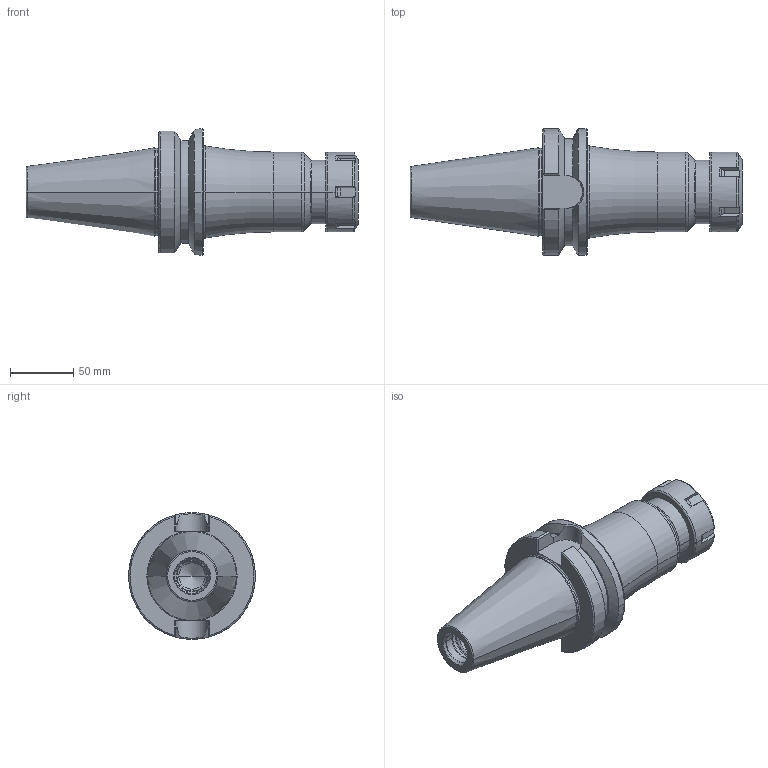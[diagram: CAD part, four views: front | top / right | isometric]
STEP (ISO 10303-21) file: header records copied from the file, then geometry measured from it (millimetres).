
FILE_DESCRIPTION((''),'2;1');
FILE_NAME('50-522-40_ASM','2011-09-06T',('mei'),(''),'PRO/ENGINEER BY PARAMETRIC TECHNOLOGY CORPORATION, 2010430','PRO/ENGINEER BY PARAMETRIC TECHNOLOGY CORPORATION, 2010430','');
FILE_SCHEMA(('CONFIG_CONTROL_DESIGN'));
Length unit declared in the file: millimetre
Products named in the file (3): 50-522-40; 83-912-40; 50-522-40_ASM
Assembly tree (2 placements, depth 2):
  50-522-40_ASM
    50-522-40
    83-912-40
Bounding box: 261.8 x 99.97 x 99.97 mm (x, y, z)
Volume: 831596.9 mm3; surface area: 85328.2 mm2
Topology: 2 solids, 3 shells, 150 faces, 376 edges, 231 vertices
Faces by surface type: plane 54, torus 36, cylinder 32, cone 22, bspline 6
Entity records: 5095 total; most frequent: CARTESIAN_POINT 1525, ORIENTED_EDGE 740, DIRECTION 726, EDGE_CURVE 372, AXIS2_PLACEMENT_3D 293, VERTEX_POINT 231, EDGE_LOOP 155, FACE_OUTER_BOUND 150
